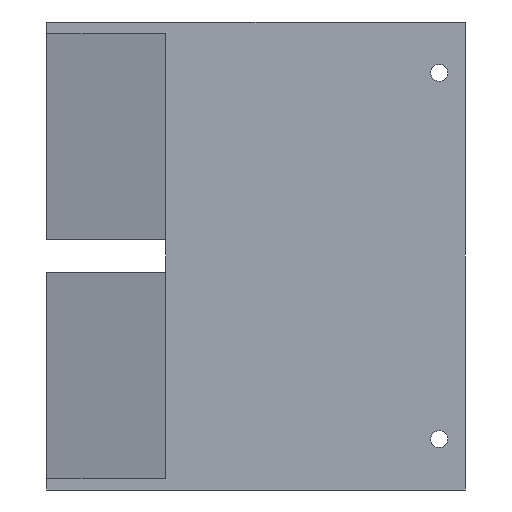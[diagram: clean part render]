
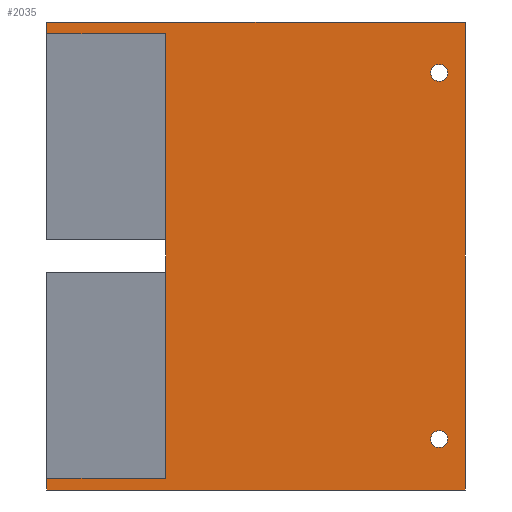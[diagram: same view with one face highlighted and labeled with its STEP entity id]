
A CAD part, front view. The second image highlights one B-rep face of the part: STEP entity #2035.
In plain terms, the highlighted planar face has unit normal (0, -1, 0).
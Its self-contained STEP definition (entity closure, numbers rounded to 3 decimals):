
#101=FACE_BOUND('',#395,.T.);
#102=FACE_BOUND('',#396,.T.);
#167=CIRCLE('',#2162,2.5);
#169=CIRCLE('',#2165,2.5);
#246=FACE_OUTER_BOUND('',#394,.T.);
#394=EDGE_LOOP('',(#1757,#1758,#1759,#1760,#1761,#1762,#1763,#1764));
#395=EDGE_LOOP('',(#1765));
#396=EDGE_LOOP('',(#1766));
#481=LINE('',#2898,#698);
#511=LINE('',#2994,#728);
#528=LINE('',#3052,#745);
#613=LINE('',#3254,#830);
#616=LINE('',#3259,#833);
#620=LINE('',#3267,#837);
#621=LINE('',#3270,#838);
#622=LINE('',#3271,#839);
#698=VECTOR('',#2330,10.);
#728=VECTOR('',#2414,10.);
#745=VECTOR('',#2463,10.);
#830=VECTOR('',#2658,10.);
#833=VECTOR('',#2663,10.);
#837=VECTOR('',#2675,10.);
#838=VECTOR('',#2678,10.);
#839=VECTOR('',#2679,10.);
#915=VERTEX_POINT('',#2895);
#916=VERTEX_POINT('',#2897);
#954=VERTEX_POINT('',#2991);
#955=VERTEX_POINT('',#2993);
#979=VERTEX_POINT('',#3049);
#980=VERTEX_POINT('',#3051);
#995=VERTEX_POINT('',#3087);
#997=VERTEX_POINT('',#3093);
#1043=VERTEX_POINT('',#3258);
#1044=VERTEX_POINT('',#3269);
#1112=EDGE_CURVE('',#916,#915,#481,.T.);
#1161=EDGE_CURVE('',#955,#954,#511,.T.);
#1190=EDGE_CURVE('',#980,#979,#528,.T.);
#1209=EDGE_CURVE('',#995,#995,#167,.T.);
#1212=EDGE_CURVE('',#997,#997,#169,.T.);
#1291=EDGE_CURVE('',#980,#954,#613,.T.);
#1294=EDGE_CURVE('',#916,#1043,#616,.T.);
#1298=EDGE_CURVE('',#915,#955,#620,.T.);
#1299=EDGE_CURVE('',#979,#1044,#621,.T.);
#1300=EDGE_CURVE('',#1043,#1044,#622,.T.);
#1757=ORIENTED_EDGE('',*,*,#1112,.T.);
#1758=ORIENTED_EDGE('',*,*,#1298,.T.);
#1759=ORIENTED_EDGE('',*,*,#1161,.T.);
#1760=ORIENTED_EDGE('',*,*,#1291,.F.);
#1761=ORIENTED_EDGE('',*,*,#1190,.T.);
#1762=ORIENTED_EDGE('',*,*,#1299,.T.);
#1763=ORIENTED_EDGE('',*,*,#1300,.F.);
#1764=ORIENTED_EDGE('',*,*,#1294,.F.);
#1765=ORIENTED_EDGE('',*,*,#1209,.T.);
#1766=ORIENTED_EDGE('',*,*,#1212,.T.);
#1960=PLANE('',#2206);
#2035=ADVANCED_FACE('',(#246,#101,#102),#1960,.T.);
#2162=AXIS2_PLACEMENT_3D('',#3089,#2501,#2502);
#2165=AXIS2_PLACEMENT_3D('',#3095,#2508,#2509);
#2206=AXIS2_PLACEMENT_3D('',#3268,#2676,#2677);
#2330=DIRECTION('',(1.,0.,0.));
#2414=DIRECTION('',(-1.,0.,0.));
#2463=DIRECTION('',(1.,0.,0.));
#2501=DIRECTION('center_axis',(0.,1.,0.));
#2502=DIRECTION('ref_axis',(1.,0.,0.));
#2508=DIRECTION('center_axis',(0.,1.,0.));
#2509=DIRECTION('ref_axis',(1.,0.,0.));
#2658=DIRECTION('',(0.,0.,1.));
#2663=DIRECTION('',(0.,0.,1.));
#2675=DIRECTION('',(0.,0.,-1.));
#2676=DIRECTION('center_axis',(0.,-1.,0.));
#2677=DIRECTION('ref_axis',(1.,0.,0.));
#2678=DIRECTION('',(0.,0.,1.));
#2679=DIRECTION('',(1.,0.,0.));
#2895=CARTESIAN_POINT('',(35.242,-25.4,135.35));
#2897=CARTESIAN_POINT('',(0.,-25.4,135.35));
#2898=CARTESIAN_POINT('',(31.038,-25.4,135.35));
#2991=CARTESIAN_POINT('',(0.,-25.4,3.5));
#2993=CARTESIAN_POINT('',(35.242,-25.4,3.5));
#2994=CARTESIAN_POINT('',(31.038,-25.4,3.5));
#3049=CARTESIAN_POINT('',(124.151,-25.4,0.));
#3051=CARTESIAN_POINT('',(0.,-25.4,0.));
#3052=CARTESIAN_POINT('',(0.,-25.4,0.));
#3087=CARTESIAN_POINT('',(113.926,-25.4,123.758));
#3089=CARTESIAN_POINT('Origin',(116.426,-25.4,123.758));
#3093=CARTESIAN_POINT('',(113.926,-25.4,15.092));
#3095=CARTESIAN_POINT('Origin',(116.426,-25.4,15.092));
#3254=CARTESIAN_POINT('',(0.,-25.4,0.));
#3258=CARTESIAN_POINT('',(0.,-25.4,138.85));
#3259=CARTESIAN_POINT('',(0.,-25.4,0.));
#3267=CARTESIAN_POINT('',(35.242,-25.4,34.713));
#3268=CARTESIAN_POINT('Origin',(0.,-25.4,0.));
#3269=CARTESIAN_POINT('',(124.151,-25.4,138.85));
#3270=CARTESIAN_POINT('',(124.151,-25.4,0.));
#3271=CARTESIAN_POINT('',(0.,-25.4,138.85));
